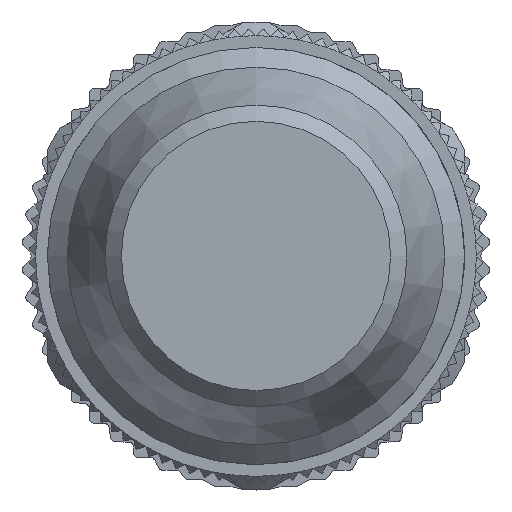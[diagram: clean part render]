
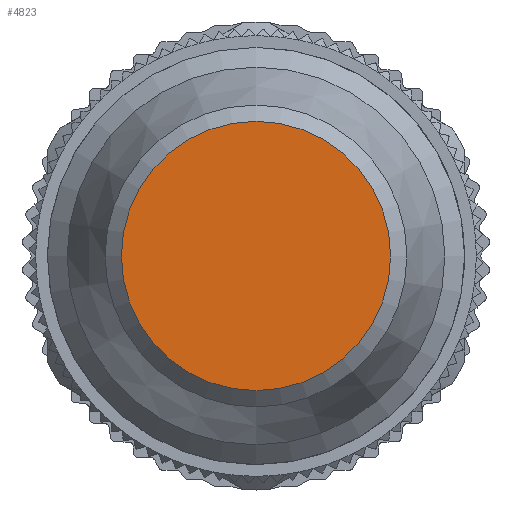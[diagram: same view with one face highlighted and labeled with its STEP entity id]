
A CAD part, left-side view. The second image highlights one B-rep face of the part: STEP entity #4823.
In plain terms, the highlighted planar face has unit normal (-1, 0, 0).
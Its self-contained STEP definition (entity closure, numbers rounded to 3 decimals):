
#1866=FACE_OUTER_BOUND('',#6128,.T.);
#4016=PLANE('',#15946);
#4823=ADVANCED_FACE('',(#1866),#4016,.T.);
#6128=EDGE_LOOP('',(#9868));
#9868=ORIENTED_EDGE('',*,*,#13705,.T.);
#11687=VERTEX_POINT('',#26430);
#13705=EDGE_CURVE('',#11687,#11687,#14619,.T.);
#14619=CIRCLE('',#15945,5.81);
#15945=AXIS2_PLACEMENT_3D('',#26429,#19288,#19289);
#15946=AXIS2_PLACEMENT_3D('',#26431,#19290,#19291);
#19288=DIRECTION('',(-1.,0.,0.));
#19289=DIRECTION('',(0.,0.,1.));
#19290=DIRECTION('',(-1.,0.,0.));
#19291=DIRECTION('',(0.,0.,-1.));
#26429=CARTESIAN_POINT('',(-62.,0.,0.));
#26430=CARTESIAN_POINT('',(-62.,0.,5.81));
#26431=CARTESIAN_POINT('',(-62.,0.,0.));
